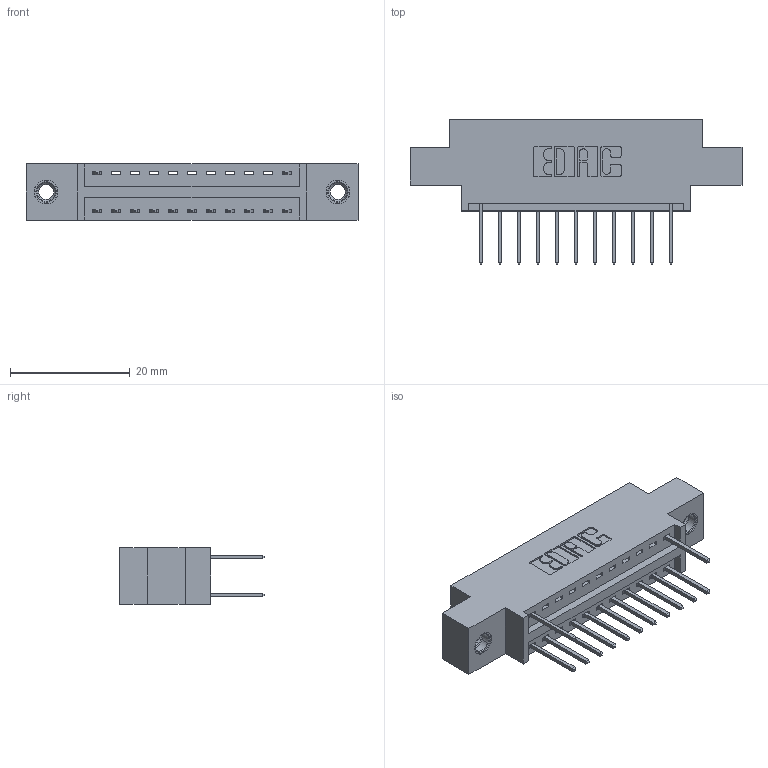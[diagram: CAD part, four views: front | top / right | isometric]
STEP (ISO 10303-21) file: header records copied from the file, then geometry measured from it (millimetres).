
FILE_DESCRIPTION (( 'STEP AP203' ), '1' );
FILE_NAME ('346-022-526-807.STEP', '2018-08-21T00:23:49', ( '' ), ( '' ), 'SwSTEP 2.0', 'SolidWorks 2016', '' );
FILE_SCHEMA (( 'CONFIG_CONTROL_DESIGN' ));
Length unit declared in the file: inch
Products named in the file (4): 345-292-001_345-293-126; 345-250-001_345-250-005-103; 346-022-526-807; 346 Part_0.170 Offset - 0.156 Dia-TI
Assembly tree (16 placements, depth 2):
  346-022-526-807
    346 Part_0.170 Offset - 0.156 Dia-TI
    345-292-001_345-293-126  x13
    345-250-001_345-250-005-103  x2
Bounding box: 55.5 x 24.13 x 9.4 mm (x, y, z)
Volume: 4943.3 mm3; surface area: 6149.3 mm2
Topology: 16 solids, 16 shells, 916 faces, 2681 edges, 1762 vertices
Faces by surface type: plane 612, cylinder 288, cone 12, torus 4
Entity records: 12400 total; most frequent: CARTESIAN_POINT 2110, ORIENTED_EDGE 2046, DIRECTION 1927, EDGE_CURVE 1023, VECTOR 827, LINE 827, VERTEX_POINT 676, AXIS2_PLACEMENT_3D 550
